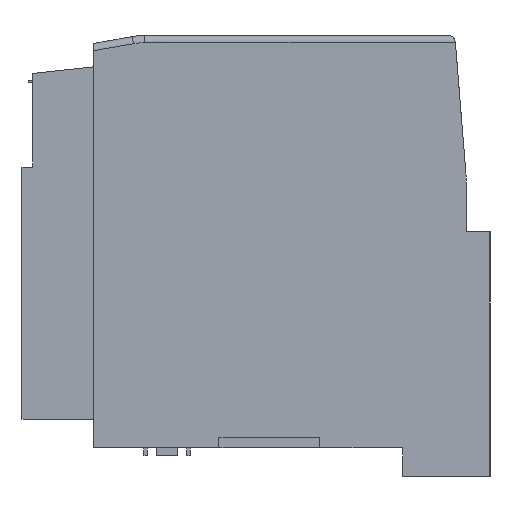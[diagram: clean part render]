
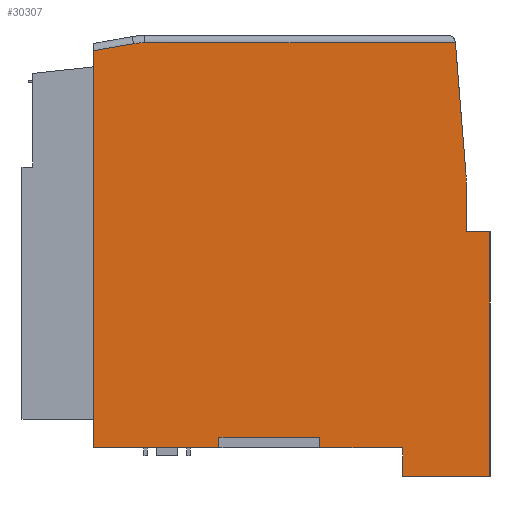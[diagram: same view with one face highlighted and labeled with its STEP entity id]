
A CAD part, left-side view. The second image highlights one B-rep face of the part: STEP entity #30307.
In plain terms, the highlighted planar face has unit normal (-1, 0, 0).
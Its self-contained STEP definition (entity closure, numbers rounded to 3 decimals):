
#21 = DIRECTION ( 'NONE',  ( 0., -1., 0. ) ) ;
#23 = EDGE_CURVE ( 'NONE', #14389, #15459, #8942, .T. ) ;
#311 = DIRECTION ( 'NONE',  ( 0., 1., 0. ) ) ;
#432 = VERTEX_POINT ( 'NONE', #28264 ) ;
#708 = DIRECTION ( 'NONE',  ( 0., 1., 0. ) ) ;
#883 = EDGE_CURVE ( 'NONE', #15998, #13575, #3172, .T. ) ;
#910 = CARTESIAN_POINT ( 'NONE',  ( -44.35, -17.09, -4. ) ) ;
#1018 = CARTESIAN_POINT ( 'NONE',  ( -44.35, -25.95, 57.35 ) ) ;
#1164 = VERTEX_POINT ( 'NONE', #9100 ) ;
#1284 = EDGE_CURVE ( 'NONE', #1164, #3302, #19671, .T. ) ;
#1853 = VERTEX_POINT ( 'NONE', #12151 ) ;
#2218 = CARTESIAN_POINT ( 'NONE',  ( -44.35, -29.25, 30.05 ) ) ;
#2319 = EDGE_CURVE ( 'NONE', #13449, #29755, #25380, .T. ) ;
#2485 = AXIS2_PLACEMENT_3D ( 'NONE', #9757, #26209, #12124 ) ;
#2489 = CARTESIAN_POINT ( 'NONE',  ( -44.35, -24.35, 57.35 ) ) ;
#2536 = CARTESIAN_POINT ( 'NONE',  ( -44.35, -24.773, 64.091 ) ) ;
#2807 = VECTOR ( 'NONE', #18981, 1000. ) ;
#3172 = LINE ( 'NONE', #27606, #21153 ) ;
#3302 = VERTEX_POINT ( 'NONE', #3502 ) ;
#3502 = CARTESIAN_POINT ( 'NONE',  ( -44.35, 8.45, 1.5 ) ) ;
#3836 = VECTOR ( 'NONE', #18941, 1000. ) ;
#4001 = VECTOR ( 'NONE', #26251, 1000. ) ;
#4157 = FACE_OUTER_BOUND ( 'NONE', #29154, .T. ) ;
#4257 = CARTESIAN_POINT ( 'NONE',  ( -44.35, -29.25, -4. ) ) ;
#4291 = LINE ( 'NONE', #28237, #16807 ) ;
#5024 = ORIENTED_EDGE ( 'NONE', *, *, #22799, .T. ) ;
#6420 = LINE ( 'NONE', #25813, #18964 ) ;
#7378 = ORIENTED_EDGE ( 'NONE', *, *, #22999, .T. ) ;
#7875 = DIRECTION ( 'NONE',  ( -1., 0., 0. ) ) ;
#7913 = CARTESIAN_POINT ( 'NONE',  ( -44.35, -25.95, 57.35 ) ) ;
#8502 = VECTOR ( 'NONE', #23352, 1000. ) ;
#8698 = CARTESIAN_POINT ( 'NONE',  ( -44.35, 25.95, 57.35 ) ) ;
#8942 = LINE ( 'NONE', #910, #21457 ) ;
#9100 = CARTESIAN_POINT ( 'NONE',  ( -44.35, -5.55, 1.5 ) ) ;
#9450 = ORIENTED_EDGE ( 'NONE', *, *, #883, .T. ) ;
#9612 = CARTESIAN_POINT ( 'NONE',  ( -44.35, 0., 1.5 ) ) ;
#9757 = CARTESIAN_POINT ( 'NONE',  ( -44.35, 18.784, 47.35 ) ) ;
#9864 = AXIS2_PLACEMENT_3D ( 'NONE', #21985, #7875, #24349 ) ;
#10283 = DIRECTION ( 'NONE',  ( 0., 0., -1. ) ) ;
#10382 = CARTESIAN_POINT ( 'NONE',  ( -44.35, -17.09, 0. ) ) ;
#10456 = ORIENTED_EDGE ( 'NONE', *, *, #21826, .F. ) ;
#10664 = LINE ( 'NONE', #8698, #23185 ) ;
#11147 = ORIENTED_EDGE ( 'NONE', *, *, #1284, .F. ) ;
#11400 = VERTEX_POINT ( 'NONE', #14661 ) ;
#11713 = DIRECTION ( 'NONE',  ( 0., 1., 0. ) ) ;
#11809 = EDGE_CURVE ( 'NONE', #17858, #14389, #21775, .T. ) ;
#11928 = CIRCLE ( 'NONE', #9864, 20. ) ;
#12121 = VECTOR ( 'NONE', #29756, 1000. ) ;
#12124 = DIRECTION ( 'NONE',  ( 0., 0., -1. ) ) ;
#12151 = CARTESIAN_POINT ( 'NONE',  ( -44.35, -25.95, 36.791 ) ) ;
#12205 = EDGE_CURVE ( 'NONE', #432, #14930, #10664, .T. ) ;
#12557 = PLANE ( 'NONE',  #20839 ) ;
#13097 = EDGE_CURVE ( 'NONE', #1164, #15998, #21261, .T. ) ;
#13422 = VECTOR ( 'NONE', #311, 1000. ) ;
#13432 = ORIENTED_EDGE ( 'NONE', *, *, #16777, .F. ) ;
#13449 = VERTEX_POINT ( 'NONE', #19153 ) ;
#13476 = VECTOR ( 'NONE', #17417, 1000. ) ;
#13575 = VERTEX_POINT ( 'NONE', #10382 ) ;
#13908 = CARTESIAN_POINT ( 'NONE',  ( -44.35, -29.25, 30.05 ) ) ;
#14097 = EDGE_CURVE ( 'NONE', #1853, #20418, #11928, .T. ) ;
#14389 = VERTEX_POINT ( 'NONE', #4257 ) ;
#14397 = VECTOR ( 'NONE', #16118, 1000. ) ;
#14661 = CARTESIAN_POINT ( 'NONE',  ( -44.35, 20.332, 56.216 ) ) ;
#14925 = ORIENTED_EDGE ( 'NONE', *, *, #20156, .F. ) ;
#14930 = VERTEX_POINT ( 'NONE', #25542 ) ;
#15459 = VERTEX_POINT ( 'NONE', #27287 ) ;
#15569 = CARTESIAN_POINT ( 'NONE',  ( -44.35, -5.55, 1.5 ) ) ;
#15657 = VERTEX_POINT ( 'NONE', #18558 ) ;
#15998 = VERTEX_POINT ( 'NONE', #17806 ) ;
#16118 = DIRECTION ( 'NONE',  ( 0., 0., -1. ) ) ;
#16351 = LINE ( 'NONE', #2489, #3836 ) ;
#16777 = EDGE_CURVE ( 'NONE', #3302, #15657, #27593, .T. ) ;
#16787 = CARTESIAN_POINT ( 'NONE',  ( -44.35, -17.09, -4. ) ) ;
#16807 = VECTOR ( 'NONE', #21, 1000. ) ;
#17275 = LINE ( 'NONE', #16787, #4001 ) ;
#17417 = DIRECTION ( 'NONE',  ( 0., 0., -1. ) ) ;
#17806 = CARTESIAN_POINT ( 'NONE',  ( -44.35, -5.55, 0. ) ) ;
#17858 = VERTEX_POINT ( 'NONE', #2218 ) ;
#18159 = ORIENTED_EDGE ( 'NONE', *, *, #11809, .F. ) ;
#18558 = CARTESIAN_POINT ( 'NONE',  ( -44.35, 8.45, 0. ) ) ;
#18569 = CIRCLE ( 'NONE', #2485, 9. ) ;
#18941 = DIRECTION ( 'NONE',  ( 0., -0.081, -0.997 ) ) ;
#18964 = VECTOR ( 'NONE', #11713, 1000. ) ;
#18981 = DIRECTION ( 'NONE',  ( 0., 0.985, -0.172 ) ) ;
#19153 = CARTESIAN_POINT ( 'NONE',  ( -44.35, -24.431, 56.35 ) ) ;
#19166 = CARTESIAN_POINT ( 'NONE',  ( -44.35, -25.95, 30.05 ) ) ;
#19671 = LINE ( 'NONE', #9612, #13422 ) ;
#19750 = EDGE_CURVE ( 'NONE', #1853, #23564, #25980, .T. ) ;
#19793 = CARTESIAN_POINT ( 'NONE',  ( -44.35, 18.784, 56.35 ) ) ;
#20156 = EDGE_CURVE ( 'NONE', #13449, #20418, #16351, .T. ) ;
#20336 = DIRECTION ( 'NONE',  ( 0., 0., -1. ) ) ;
#20418 = VERTEX_POINT ( 'NONE', #24812 ) ;
#20813 = LINE ( 'NONE', #2536, #2807 ) ;
#20839 = AXIS2_PLACEMENT_3D ( 'NONE', #7913, #24391, #10283 ) ;
#21056 = ORIENTED_EDGE ( 'NONE', *, *, #2319, .T. ) ;
#21153 = VECTOR ( 'NONE', #25560, 1000. ) ;
#21261 = LINE ( 'NONE', #15569, #27513 ) ;
#21457 = VECTOR ( 'NONE', #708, 1000. ) ;
#21750 = ORIENTED_EDGE ( 'NONE', *, *, #29056, .T. ) ;
#21775 = LINE ( 'NONE', #13908, #8502 ) ;
#21826 = EDGE_CURVE ( 'NONE', #15459, #13575, #17275, .T. ) ;
#21985 = CARTESIAN_POINT ( 'NONE',  ( -44.35, -5.95, 36.791 ) ) ;
#22799 = EDGE_CURVE ( 'NONE', #14930, #15657, #4291, .T. ) ;
#22819 = ORIENTED_EDGE ( 'NONE', *, *, #14097, .T. ) ;
#22984 = ORIENTED_EDGE ( 'NONE', *, *, #28959, .T. ) ;
#22999 = EDGE_CURVE ( 'NONE', #11400, #432, #20813, .T. ) ;
#23185 = VECTOR ( 'NONE', #20336, 1000. ) ;
#23352 = DIRECTION ( 'NONE',  ( 0., 0., -1. ) ) ;
#23564 = VERTEX_POINT ( 'NONE', #19166 ) ;
#24349 = DIRECTION ( 'NONE',  ( 0., 0., -1. ) ) ;
#24391 = DIRECTION ( 'NONE',  ( 1., 0., 0. ) ) ;
#24405 = ORIENTED_EDGE ( 'NONE', *, *, #19750, .F. ) ;
#24812 = CARTESIAN_POINT ( 'NONE',  ( -44.35, -25.885, 38.406 ) ) ;
#25380 = LINE ( 'NONE', #27398, #12121 ) ;
#25542 = CARTESIAN_POINT ( 'NONE',  ( -44.35, 25.95, 0. ) ) ;
#25560 = DIRECTION ( 'NONE',  ( 0., -1., 0. ) ) ;
#25813 = CARTESIAN_POINT ( 'NONE',  ( -44.35, -29.25, 30.05 ) ) ;
#25980 = LINE ( 'NONE', #1018, #13476 ) ;
#26209 = DIRECTION ( 'NONE',  ( -1., 0., 0. ) ) ;
#26215 = ORIENTED_EDGE ( 'NONE', *, *, #23, .F. ) ;
#26251 = DIRECTION ( 'NONE',  ( 0., 0., 1. ) ) ;
#27287 = CARTESIAN_POINT ( 'NONE',  ( -44.35, -17.09, -4. ) ) ;
#27398 = CARTESIAN_POINT ( 'NONE',  ( -44.35, -25.95, 56.35 ) ) ;
#27491 = ORIENTED_EDGE ( 'NONE', *, *, #12205, .T. ) ;
#27513 = VECTOR ( 'NONE', #29614, 1000. ) ;
#27593 = LINE ( 'NONE', #27833, #14397 ) ;
#27606 = CARTESIAN_POINT ( 'NONE',  ( -44.35, -25.95, 0. ) ) ;
#27833 = CARTESIAN_POINT ( 'NONE',  ( -44.35, 8.45, 1.5 ) ) ;
#28237 = CARTESIAN_POINT ( 'NONE',  ( -44.35, -25.95, 0. ) ) ;
#28264 = CARTESIAN_POINT ( 'NONE',  ( -44.35, 25.95, 55.235 ) ) ;
#28959 = EDGE_CURVE ( 'NONE', #17858, #23564, #6420, .T. ) ;
#29046 = ORIENTED_EDGE ( 'NONE', *, *, #13097, .T. ) ;
#29056 = EDGE_CURVE ( 'NONE', #29755, #11400, #18569, .T. ) ;
#29154 = EDGE_LOOP ( 'NONE', ( #14925, #21056, #21750, #7378, #27491, #5024, #13432, #11147, #29046, #9450, #10456, #26215, #18159, #22984, #24405, #22819 ) ) ;
#29614 = DIRECTION ( 'NONE',  ( 0., 0., -1. ) ) ;
#29755 = VERTEX_POINT ( 'NONE', #19793 ) ;
#29756 = DIRECTION ( 'NONE',  ( 0., 1., 0. ) ) ;
#30307 = ADVANCED_FACE ( 'NONE', ( #4157 ), #12557, .F. ) ;
